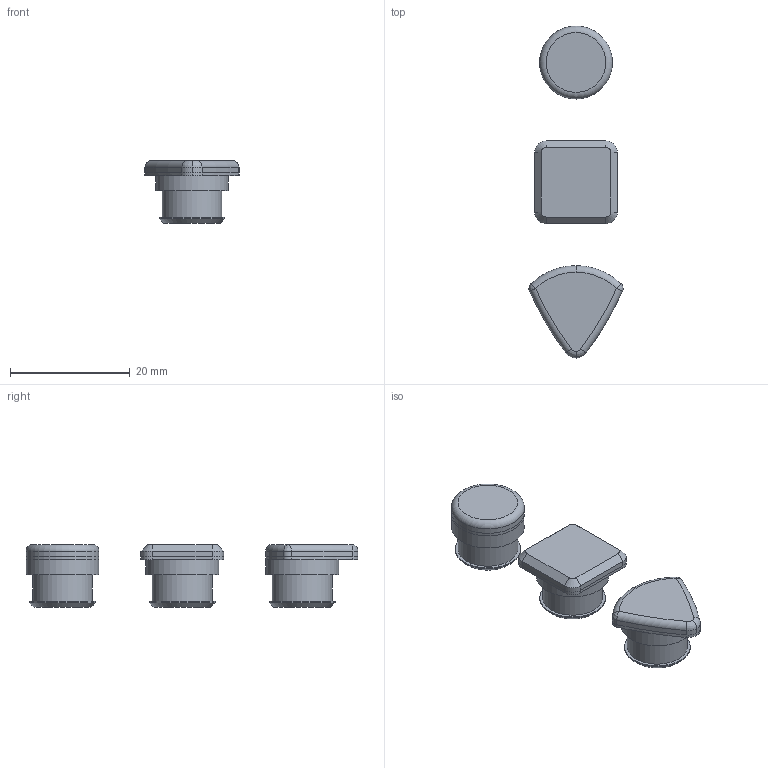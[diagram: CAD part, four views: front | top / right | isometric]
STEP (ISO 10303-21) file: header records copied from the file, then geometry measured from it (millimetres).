
FILE_DESCRIPTION(('FreeCAD Model'),'2;1');
FILE_NAME('Open CASCADE Shape Model','2024-11-01T14:54:43',(''),(''), 'Open CASCADE STEP processor 7.6','FreeCAD','Unknown');
FILE_SCHEMA(('AUTOMOTIVE_DESIGN { 1 0 10303 214 1 1 1 1 }'));
Length unit declared in the file: millimetre
Products named in the file (5): elevator remote001; buttons; triangle button placeholder001; square button placeholder001; circle button placeholder001
Assembly tree (4 placements, depth 3):
  elevator remote001
    buttons
      triangle button placeholder001
      square button placeholder001
      circle button placeholder001
Bounding box: 15.71 x 55.42 x 10.5 mm (x, y, z)
Volume: 3284 mm3; surface area: 2047.8 mm2
Topology: 3 solids, 3 shells, 79 faces, 156 edges, 88 vertices
Faces by surface type: cylinder 35, plane 28, cone 7, torus 5, bspline 2, revolution 2
Full cylindrical faces by diameter (mm): 10 x3, 11 x3, 12.179 x1, 12.18 x4
Entity records: 2260 total; most frequent: CARTESIAN_POINT 495, DIRECTION 390, ORIENTED_EDGE 308, AXIS2_PLACEMENT_3D 159, EDGE_CURVE 154, VERTEX_POINT 88, FACE_BOUND 86, EDGE_LOOP 86
